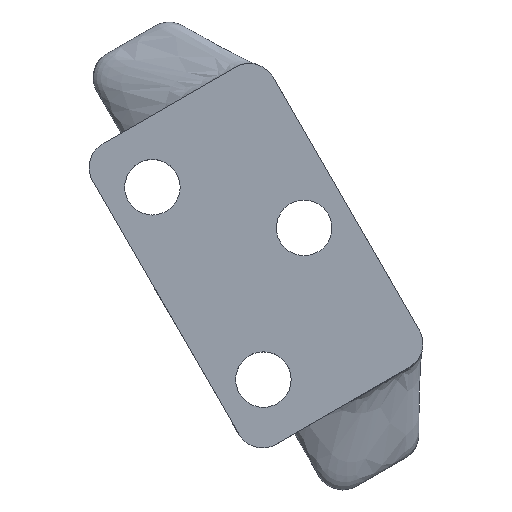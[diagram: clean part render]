
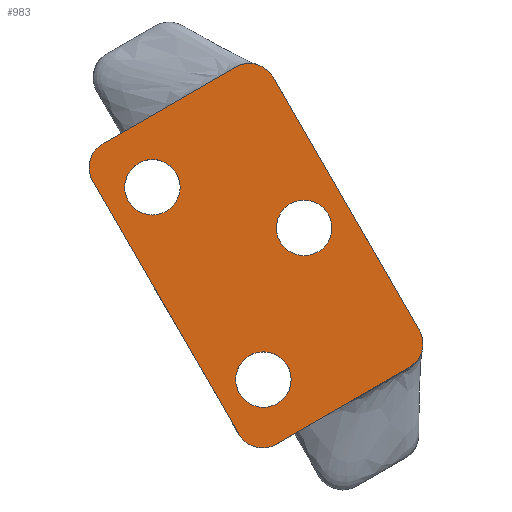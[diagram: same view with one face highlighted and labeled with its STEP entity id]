
A CAD part, top view. The second image highlights one B-rep face of the part: STEP entity #983.
In plain terms, the highlighted planar face has unit normal (0, 0, 1).
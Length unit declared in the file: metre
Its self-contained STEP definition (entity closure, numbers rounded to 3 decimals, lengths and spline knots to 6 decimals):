
#50=LINE('',#1531,#126);
#57=LINE('',#1546,#133);
#65=LINE('',#1562,#141);
#68=LINE('',#1567,#144);
#126=VECTOR('',#1206,1.);
#133=VECTOR('',#1215,1.);
#141=VECTOR('',#1225,1.);
#144=VECTOR('',#1230,1.);
#245=ORIENTED_EDGE('',*,*,#540,.T.);
#246=ORIENTED_EDGE('',*,*,#541,.T.);
#247=ORIENTED_EDGE('',*,*,#542,.T.);
#248=ORIENTED_EDGE('',*,*,#516,.T.);
#249=ORIENTED_EDGE('',*,*,#543,.T.);
#250=ORIENTED_EDGE('',*,*,#534,.T.);
#251=ORIENTED_EDGE('',*,*,#544,.T.);
#252=ORIENTED_EDGE('',*,*,#531,.T.);
#253=ORIENTED_EDGE('',*,*,#545,.T.);
#254=ORIENTED_EDGE('',*,*,#523,.T.);
#255=ORIENTED_EDGE('',*,*,#546,.T.);
#516=EDGE_CURVE('',#666,#665,#50,.T.);
#523=EDGE_CURVE('',#673,#672,#57,.T.);
#531=EDGE_CURVE('',#680,#679,#65,.T.);
#534=EDGE_CURVE('',#681,#682,#68,.T.);
#540=EDGE_CURVE('',#685,#685,#770,.T.);
#541=EDGE_CURVE('',#686,#686,#771,.T.);
#542=EDGE_CURVE('',#687,#687,#772,.T.);
#543=EDGE_CURVE('',#665,#681,#773,.F.);
#544=EDGE_CURVE('',#682,#680,#774,.F.);
#545=EDGE_CURVE('',#679,#673,#775,.F.);
#546=EDGE_CURVE('',#672,#666,#776,.F.);
#665=VERTEX_POINT('',#1530);
#666=VERTEX_POINT('',#1532);
#672=VERTEX_POINT('',#1545);
#673=VERTEX_POINT('',#1547);
#679=VERTEX_POINT('',#1561);
#680=VERTEX_POINT('',#1563);
#681=VERTEX_POINT('',#1568);
#682=VERTEX_POINT('',#1569);
#685=VERTEX_POINT('',#1579);
#686=VERTEX_POINT('',#1581);
#687=VERTEX_POINT('',#1583);
#770=CIRCLE('',#1061,0.002);
#771=CIRCLE('',#1062,0.002);
#772=CIRCLE('',#1063,0.002);
#773=CIRCLE('',#1064,0.002);
#774=CIRCLE('',#1065,0.002);
#775=CIRCLE('',#1066,0.002);
#776=CIRCLE('',#1067,0.002);
#840=EDGE_LOOP('',(#245));
#841=EDGE_LOOP('',(#246));
#842=EDGE_LOOP('',(#247));
#843=EDGE_LOOP('',(#248,#249,#250,#251,#252,#253,#254,#255));
#904=FACE_BOUND('',#840,.T.);
#905=FACE_BOUND('',#841,.T.);
#906=FACE_BOUND('',#842,.T.);
#907=FACE_BOUND('',#843,.T.);
#965=PLANE('',#1060);
#983=ADVANCED_FACE('',(#904,#905,#906,#907),#965,.F.);
#1060=AXIS2_PLACEMENT_3D('',#1577,#1236,#1237);
#1061=AXIS2_PLACEMENT_3D('',#1578,#1238,#1239);
#1062=AXIS2_PLACEMENT_3D('',#1580,#1240,#1241);
#1063=AXIS2_PLACEMENT_3D('',#1582,#1242,#1243);
#1064=AXIS2_PLACEMENT_3D('',#1584,#1244,#1245);
#1065=AXIS2_PLACEMENT_3D('',#1585,#1246,#1247);
#1066=AXIS2_PLACEMENT_3D('',#1586,#1248,#1249);
#1067=AXIS2_PLACEMENT_3D('',#1587,#1250,#1251);
#1206=DIRECTION('',(-0.866,-0.5,0.));
#1215=DIRECTION('',(-0.5,0.866,0.));
#1225=DIRECTION('',(0.866,0.5,0.));
#1230=DIRECTION('',(0.5,-0.866,0.));
#1236=DIRECTION('',(0.,0.,-1.));
#1237=DIRECTION('',(1.,0.,0.));
#1238=DIRECTION('',(0.,0.,-1.));
#1239=DIRECTION('',(-1.,0.,0.));
#1240=DIRECTION('',(0.,0.,-1.));
#1241=DIRECTION('',(-1.,0.,0.));
#1242=DIRECTION('',(0.,0.,-1.));
#1243=DIRECTION('',(-1.,0.,0.));
#1244=DIRECTION('',(0.,0.,-1.));
#1245=DIRECTION('',(-1.,0.,0.));
#1246=DIRECTION('',(0.,0.,-1.));
#1247=DIRECTION('',(-1.,0.,0.));
#1248=DIRECTION('',(0.,0.,-1.));
#1249=DIRECTION('',(-1.,0.,0.));
#1250=DIRECTION('',(0.,0.,-1.));
#1251=DIRECTION('',(-1.,0.,0.));
#1530=CARTESIAN_POINT('',(0.005477,0.009513,-0.01));
#1531=CARTESIAN_POINT('',(0.005674,0.009627,-0.01));
#1532=CARTESIAN_POINT('',(0.015004,0.015013,-0.01));
#1545=CARTESIAN_POINT('',(0.017736,0.014281,-0.01));
#1546=CARTESIAN_POINT('',(0.019114,0.011893,-0.01));
#1547=CARTESIAN_POINT('',(0.028236,-0.003905,-0.01));
#1561=CARTESIAN_POINT('',(0.027504,-0.006637,-0.01));
#1562=CARTESIAN_POINT('',(0.018174,-0.012024,-0.01));
#1563=CARTESIAN_POINT('',(0.017977,-0.012137,-0.01));
#1567=CARTESIAN_POINT('',(0.005616,0.005272,-0.01));
#1568=CARTESIAN_POINT('',(0.004745,0.006781,-0.01));
#1569=CARTESIAN_POINT('',(0.015245,-0.011405,-0.01));
#1577=CARTESIAN_POINT('',(0.0395,0.019584,-0.01));
#1578=CARTESIAN_POINT('',(0.017026,-0.00749,-0.01));
#1579=CARTESIAN_POINT('',(0.015026,-0.00749,-0.01));
#1580=CARTESIAN_POINT('',(0.009026,0.006366,-0.01));
#1581=CARTESIAN_POINT('',(0.007026,0.006366,-0.01));
#1582=CARTESIAN_POINT('',(0.019954,0.003438,-0.01));
#1583=CARTESIAN_POINT('',(0.017954,0.003438,-0.01));
#1584=CARTESIAN_POINT('',(0.006477,0.007781,-0.01));
#1585=CARTESIAN_POINT('',(0.016977,-0.010405,-0.01));
#1586=CARTESIAN_POINT('',(0.026504,-0.004905,-0.01));
#1587=CARTESIAN_POINT('',(0.016004,0.013281,-0.01));
